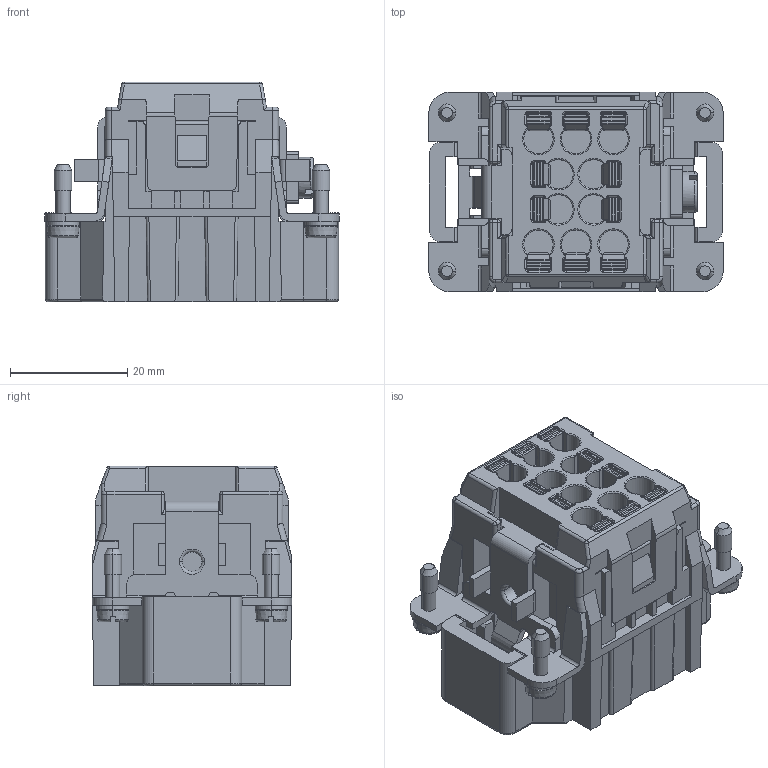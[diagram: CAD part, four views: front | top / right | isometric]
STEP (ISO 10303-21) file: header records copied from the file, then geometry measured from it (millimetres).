
FILE_DESCRIPTION(('Creo Elements/Direct Modeling STEP Export'),'2;1');
FILE_NAME('37jbk2e5pq6qbbp2256','2023-03-20T13:41:26',(''),(''),'Creo Elements/Direct Modeling STEP processor for AP214 (Solid Model)','Creo Elements/Direct Modeling 20.1B 02-Apr-2019 (C) Parametric Technology GmbH','');
FILE_SCHEMA(('AUTOMOTIVE_DESIGN { 1 0 10303 214 1 1 1 1 }'));
Products named in the file (2): CQEYM 10
Assembly tree (1 placements, depth 2):
  CQEYM 10
    CQEYM 10
Bounding box: 50.2 x 34 x 37.5 mm (x, y, z)
Volume: 26069.4 mm3; surface area: 19782.3 mm2
Topology: 1 solids, 1 shells, 1545 faces, 4097 edges, 2548 vertices
Faces by surface type: plane 794, cylinder 529, torus 120, sphere 54, cone 38, bspline 10
Entity records: 60288 total; most frequent: CARTESIAN_POINT 10057, ORIENTED_EDGE 8086, DIRECTION 7796, EDGE_CURVE 4043, AXIS2_PLACEMENT_3D 2601, VECTOR 2594, LINE 2594, VERTEX_POINT 2548
